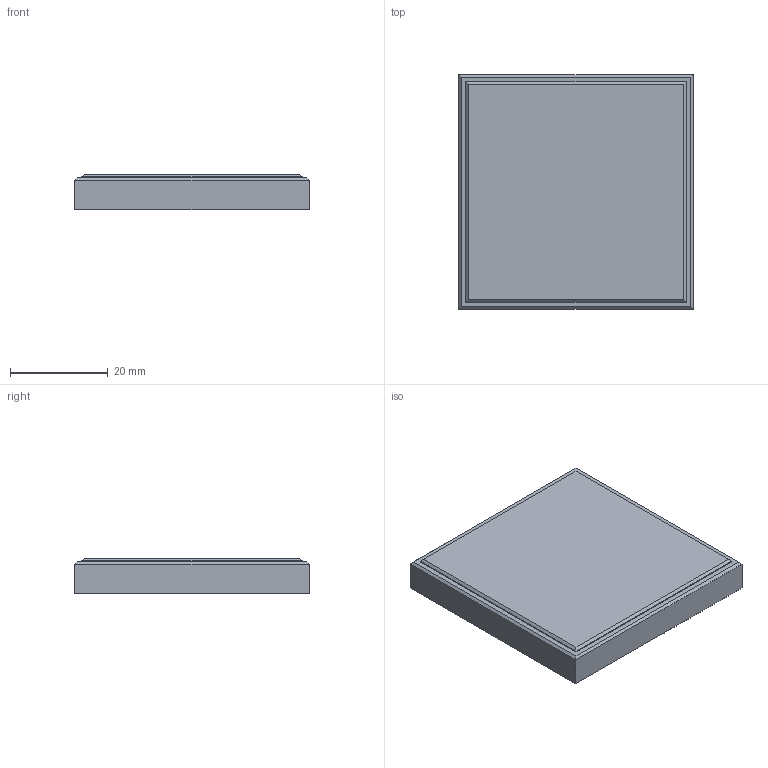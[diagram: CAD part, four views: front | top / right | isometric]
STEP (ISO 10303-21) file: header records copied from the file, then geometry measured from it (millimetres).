
FILE_DESCRIPTION((''),'2;1');
FILE_NAME('3d_GXM1.stp','2012-10-02T14:37:24',(''),(''),'Mechanical Desktop 2011','Mechanical Desktop 2011',', , ');
FILE_SCHEMA(('CONFIG_CONTROL_DESIGN'));
Length unit declared in the file: millimetre
Products named in the file (1): Product
Bounding box: 48 x 48 x 7.2 mm (x, y, z)
Volume: 16347.3 mm3; surface area: 9922.2 mm2
Topology: 2 solids, 2 shells, 20 faces, 40 edges, 24 vertices
Faces by surface type: plane 20
Entity records: 593 total; most frequent: CARTESIAN_POINT 85, DIRECTION 82, ORIENTED_EDGE 80, VECTOR 40, LINE 40, EDGE_CURVE 40, VERTEX_POINT 24, AXIS2_PLACEMENT_3D 21
